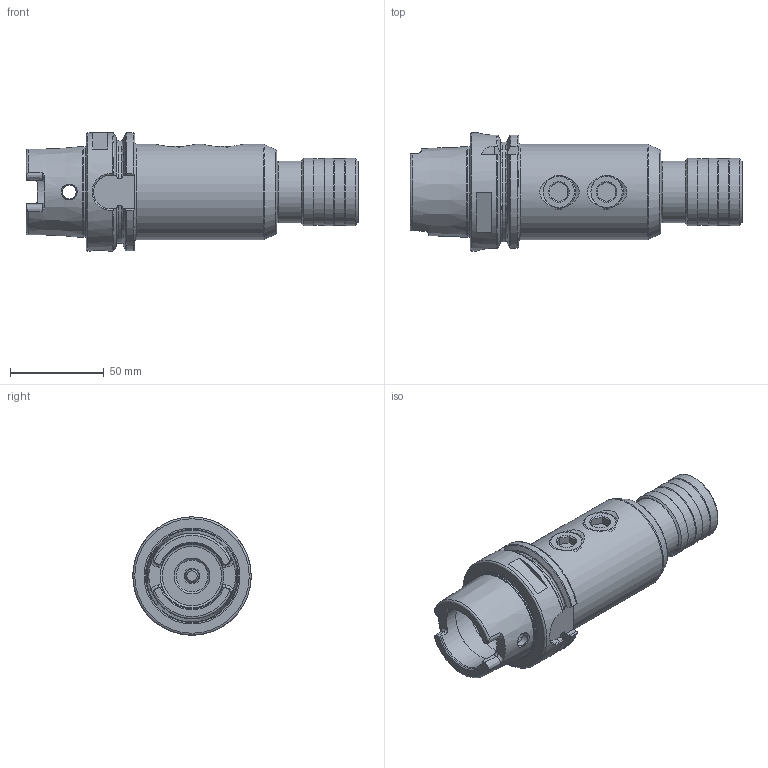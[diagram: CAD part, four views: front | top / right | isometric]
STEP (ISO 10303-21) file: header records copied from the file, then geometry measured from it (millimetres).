
FILE_DESCRIPTION(/* description */ (''),/* implementation_level */ '2;1');
FILE_NAME(/* name */ 'HSK063A-TC1-0558.step',/* time_stamp */ '2025-11-19T13:47:55-06:00',/* author */ (''),/* organization */ (''),/* preprocessor_version */ 'ST-DEVELOPER v20.1',/* originating_system */ 'Autodesk Translation Framework v14.21.0.0',/* authorisation */ '');
FILE_SCHEMA (('AUTOMOTIVE_DESIGN { 1 0 10303 214 3 1 1 }'));
Length unit declared in the file: millimetre
Products named in the file (3): HSK063A-TC1-0558; 91375A854_Alloy Steel Cup-Point Set Screw; S100-TC1-0158
Assembly tree (3 placements, depth 2):
  HSK063A-TC1-0558
    91375A854_Alloy Steel Cup-Point Set Screw  x2
    S100-TC1-0158
Bounding box: 176.85 x 63 x 63 mm (x, y, z)
Volume: 243808.2 mm3; surface area: 66693.3 mm2
Topology: 4 solids, 7 shells, 335 faces, 825 edges, 526 vertices
Faces by surface type: plane 103, cylinder 101, cone 77, torus 37, bspline 17
Full cylindrical faces by diameter (mm): 3.95 x1, 4 x2, 4.5 x1, 4.9 x1, 6.9 x1, 7 x1, 7.5 x2, 7.8 x1, 8 x3, 8.2 x1, 8.4 x1, 9 x1, 10 x2, 10.7 x1, 11 x2, 11.2 x1, 14 x2, 16.988 x12, 17 x1, 17.323 x2, 19 x2, 19.05 x10, 19.4 x1, 24.1 x1, 24.4 x1, 24.5 x1, 25.4 x2, 26.4 x1, 26.87 x1, 27.5 x1
Entity records: 11912 total; most frequent: CARTESIAN_POINT 4918, ORIENTED_EDGE 1480, DIRECTION 1414, EDGE_CURVE 740, AXIS2_PLACEMENT_3D 588, VERTEX_POINT 474, EDGE_LOOP 342, FACE_OUTER_BOUND 300
